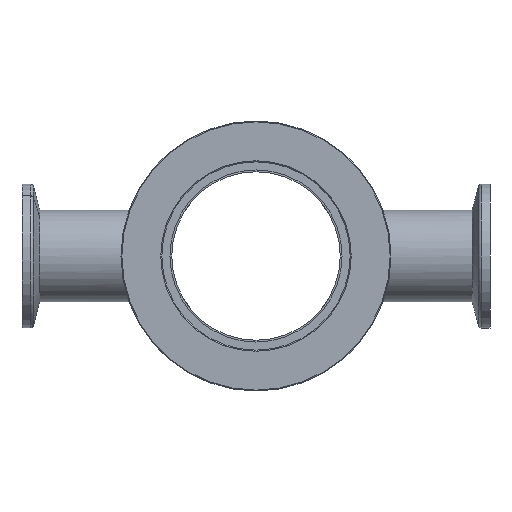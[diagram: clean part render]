
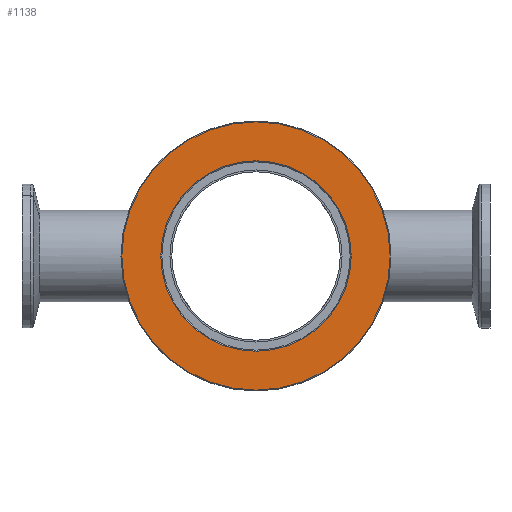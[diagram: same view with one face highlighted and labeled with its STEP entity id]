
A CAD part, left-side view. The second image highlights one B-rep face of the part: STEP entity #1138.
In plain terms, the highlighted face is planar.
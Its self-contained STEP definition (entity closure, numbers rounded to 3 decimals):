
#143 = DIRECTION ( 'NONE',  ( 1., 0., 0. ) ) ;
#152 = ORIENTED_EDGE ( 'NONE', *, *, #1920, .T. ) ;
#158 = VERTEX_POINT ( 'NONE', #1762 ) ;
#540 = DIRECTION ( 'NONE',  ( 0., 1., 0. ) ) ;
#581 = DIRECTION ( 'NONE',  ( 0., -1., 0. ) ) ;
#585 = DIRECTION ( 'NONE',  ( 0., 1., 0. ) ) ;
#707 = DIRECTION ( 'NONE',  ( 0., -1., 0. ) ) ;
#769 = VERTEX_POINT ( 'NONE', #1990 ) ;
#794 = CARTESIAN_POINT ( 'NONE',  ( 0., 0., 0. ) ) ;
#829 = VERTEX_POINT ( 'NONE', #1538 ) ;
#1138 = ADVANCED_FACE ( 'NONE', ( #1257, #1868 ), #2038, .T. ) ;
#1237 = DIRECTION ( 'NONE',  ( 1., 0., 0. ) ) ;
#1257 = FACE_BOUND ( 'NONE', #2841, .T. ) ;
#1317 = CIRCLE ( 'NONE', #2054, 37.25 ) ;
#1342 = VERTEX_POINT ( 'NONE', #2222 ) ;
#1538 = CARTESIAN_POINT ( 'NONE',  ( 37.25, 0., 0. ) ) ;
#1590 = AXIS2_PLACEMENT_3D ( 'NONE', #2069, #540, #1845 ) ;
#1596 = EDGE_LOOP ( 'NONE', ( #1928, #1738 ) ) ;
#1685 = DIRECTION ( 'NONE',  ( 1., 0., 0. ) ) ;
#1738 = ORIENTED_EDGE ( 'NONE', *, *, #2294, .T. ) ;
#1762 = CARTESIAN_POINT ( 'NONE',  ( 26.45, 0., 0. ) ) ;
#1812 = DIRECTION ( 'NONE',  ( 0., -1., 0. ) ) ;
#1845 = DIRECTION ( 'NONE',  ( 1., 0., 0. ) ) ;
#1868 = FACE_OUTER_BOUND ( 'NONE', #1596, .T. ) ;
#1920 = EDGE_CURVE ( 'NONE', #1342, #158, #2037, .T. ) ;
#1928 = ORIENTED_EDGE ( 'NONE', *, *, #2048, .T. ) ;
#1990 = CARTESIAN_POINT ( 'NONE',  ( -37.25, 0., 0. ) ) ;
#2010 = CARTESIAN_POINT ( 'NONE',  ( 0., 0., 0. ) ) ;
#2037 = CIRCLE ( 'NONE', #1590, 26.45 ) ;
#2038 = PLANE ( 'NONE',  #2235 ) ;
#2048 = EDGE_CURVE ( 'NONE', #769, #829, #1317, .T. ) ;
#2054 = AXIS2_PLACEMENT_3D ( 'NONE', #2010, #707, #2670 ) ;
#2069 = CARTESIAN_POINT ( 'NONE',  ( 0., 0., 0. ) ) ;
#2099 = CIRCLE ( 'NONE', #2283, 37.25 ) ;
#2222 = CARTESIAN_POINT ( 'NONE',  ( -26.45, 0., 0. ) ) ;
#2235 = AXIS2_PLACEMENT_3D ( 'NONE', #2423, #1812, #143 ) ;
#2283 = AXIS2_PLACEMENT_3D ( 'NONE', #794, #581, #1237 ) ;
#2294 = EDGE_CURVE ( 'NONE', #829, #769, #2099, .T. ) ;
#2346 = CIRCLE ( 'NONE', #2620, 26.45 ) ;
#2383 = EDGE_CURVE ( 'NONE', #158, #1342, #2346, .T. ) ;
#2423 = CARTESIAN_POINT ( 'NONE',  ( -26.15, 0., 0. ) ) ;
#2543 = ORIENTED_EDGE ( 'NONE', *, *, #2383, .T. ) ;
#2562 = CARTESIAN_POINT ( 'NONE',  ( 0., 0., 0. ) ) ;
#2620 = AXIS2_PLACEMENT_3D ( 'NONE', #2562, #585, #1685 ) ;
#2670 = DIRECTION ( 'NONE',  ( 1., 0., 0. ) ) ;
#2841 = EDGE_LOOP ( 'NONE', ( #2543, #152 ) ) ;
